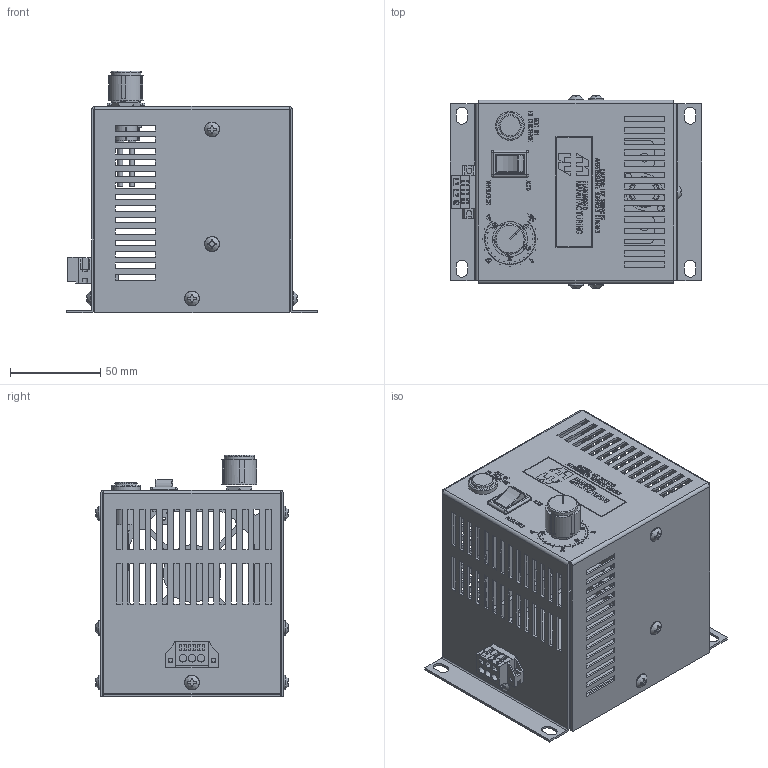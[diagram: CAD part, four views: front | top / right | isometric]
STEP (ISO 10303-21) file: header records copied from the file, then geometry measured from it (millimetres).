
FILE_DESCRIPTION (( 'STEP AP214' ), '1' );
FILE_NAME ('FLHTF200A230.STEP', '2020-11-05T14:59:12', ( '' ), ( '' ), 'SwSTEP 2.0', 'SolidWorks 2019', '' );
FILE_SCHEMA (( 'AUTOMOTIVE_DESIGN' ));
Length unit declared in the file: inch
Products named in the file (1): FLHTF200A230
Bounding box: 139.06 x 107.14 x 133.86 mm (x, y, z)
Volume: 143783.5 mm3; surface area: 176793.1 mm2
Topology: 17 solids, 17 shells, 4154 faces, 11597 edges, 7692 vertices
Faces by surface type: plane 3643, cylinder 274, bspline 187, cone 50
Full cylindrical faces by diameter (mm): 1.676 x2, 1.778 x3, 2.159 x2, 2.667 x2, 3.048 x2, 3.302 x2, 3.48 x8, 4.191 x3, 4.318 x2, 4.623 x8, 4.801 x2, 5.156 x4, 9.728 x1, 12.446 x2, 12.7 x1, 14.605 x1, 15.748 x1, 15.875 x1, 16.51 x2, 16.764 x1, 19.304 x1
Entity records: 136296 total; most frequent: CARTESIAN_POINT 30640, ORIENTED_EDGE 22964, DIRECTION 19414, EDGE_CURVE 11482, LINE 10242, VECTOR 10242, VERTEX_POINT 7663, EDGE_LOOP 4739
